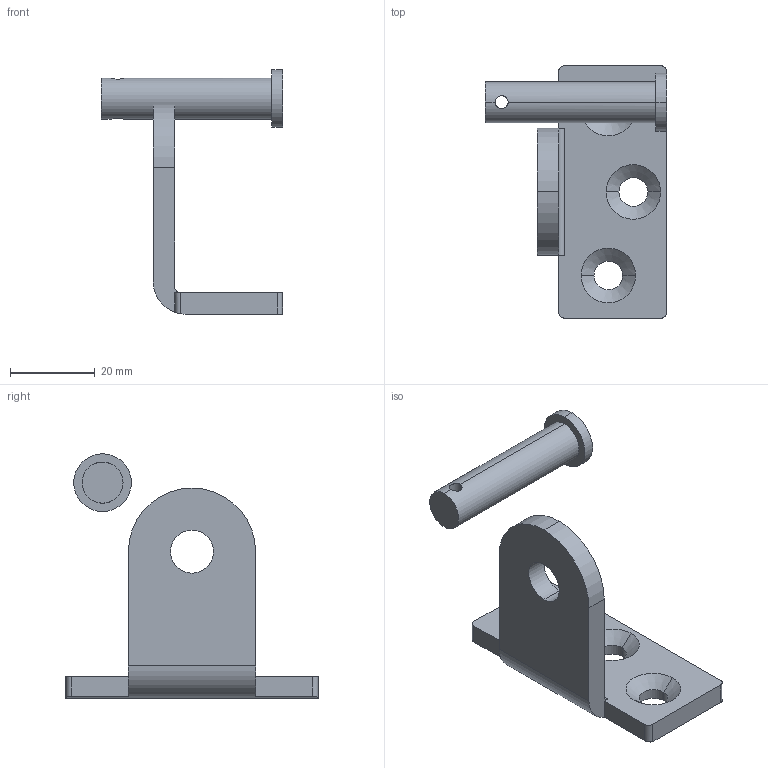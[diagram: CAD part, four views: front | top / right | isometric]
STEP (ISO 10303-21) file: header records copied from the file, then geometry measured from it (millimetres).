
FILE_DESCRIPTION(('FreeCAD Model'),'2;1');
FILE_NAME( 'MB3.step', '2016-05-10T10:21:17',('Technical Support'),( 'Firgelli Automations Inc'),'Open CASCADE STEP processor 6.8', 'FreeCAD','Unknown');
FILE_SCHEMA(('AUTOMOTIVE_DESIGN_CC2 { 1 2 10303 214 -1 1 5 4 }'));
Length unit declared in the file: millimetre
Products named in the file (2): FA-MB3; FA-MB3_Pin
Bounding box: 42.67 x 59.44 x 57.59 mm (x, y, z)
Volume: 16291.3 mm3; surface area: 8654.1 mm2
Topology: 2 solids, 2 shells, 42 faces, 107 edges, 68 vertices
Faces by surface type: cylinder 22, plane 14, cone 6
Entity records: 5998 total; most frequent: CARTESIAN_POINT 4000, DIRECTION 310, ORIENTED_EDGE 214, PCURVE 214, DEFINITIONAL_REPRESENTATION 214, B_SPLINE_CURVE_WITH_KNOTS 132, EDGE_CURVE 107, SURFACE_CURVE 107
